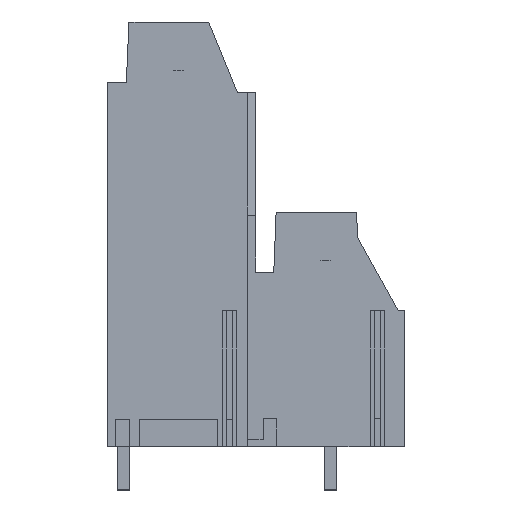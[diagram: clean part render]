
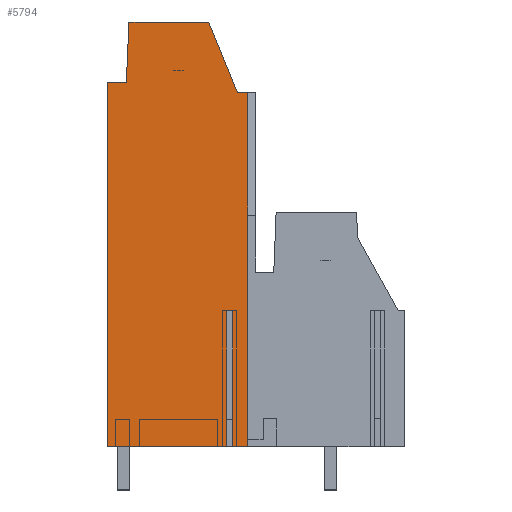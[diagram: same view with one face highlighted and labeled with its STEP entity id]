
A CAD part, left-side view. The second image highlights one B-rep face of the part: STEP entity #5794.
In plain terms, the highlighted planar face has unit normal (-1, 0, 0).
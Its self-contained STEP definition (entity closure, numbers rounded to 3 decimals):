
#5719=AXIS2_PLACEMENT_3D('Plane Axis2P3D',#5716,#5717,#5718) ;
#992=CARTESIAN_POINT('Vertex',(0.,21.94,3.2)) ;
#1184=CARTESIAN_POINT('Vertex',(0.,11.574,3.2)) ;
#1187=CARTESIAN_POINT('Line Origine',(0.,12.12,3.2)) ;
#1191=CARTESIAN_POINT('Vertex',(0.,12.665,3.2)) ;
#1240=CARTESIAN_POINT('Vertex',(0.,13.115,3.2)) ;
#1243=CARTESIAN_POINT('Line Origine',(0.,17.528,3.2)) ;
#1620=CARTESIAN_POINT('Vertex',(0.,11.574,29.26)) ;
#1623=CARTESIAN_POINT('Line Origine',(0.,11.574,16.23)) ;
#5716=CARTESIAN_POINT('Axis2P3D Location',(0.,11.,17.2)) ;
#5721=CARTESIAN_POINT('Line Origine',(0.,21.94,16.625)) ;
#5725=CARTESIAN_POINT('Vertex',(0.,21.94,30.05)) ;
#5728=CARTESIAN_POINT('Line Origine',(0.,13.115,8.2)) ;
#5732=CARTESIAN_POINT('Vertex',(0.,13.115,13.2)) ;
#5735=CARTESIAN_POINT('Line Origine',(0.,12.89,13.2)) ;
#5739=CARTESIAN_POINT('Vertex',(0.,12.665,13.2)) ;
#5742=CARTESIAN_POINT('Line Origine',(0.,12.665,8.2)) ;
#5747=CARTESIAN_POINT('Line Origine',(0.,11.956,29.26)) ;
#5751=CARTESIAN_POINT('Vertex',(0.,12.337,29.26)) ;
#5754=CARTESIAN_POINT('Line Origine',(0.,13.393,31.865)) ;
#5758=CARTESIAN_POINT('Vertex',(0.,14.449,34.47)) ;
#5761=CARTESIAN_POINT('Line Origine',(0.,17.389,34.47)) ;
#5765=CARTESIAN_POINT('Vertex',(0.,20.328,34.47)) ;
#5768=CARTESIAN_POINT('Line Origine',(0.,20.424,32.26)) ;
#5772=CARTESIAN_POINT('Vertex',(0.,20.521,30.05)) ;
#5775=CARTESIAN_POINT('Line Origine',(0.,21.23,30.05)) ;
#1188=DIRECTION('Vector Direction',(0.,1.,0.)) ;
#1244=DIRECTION('Vector Direction',(0.,1.,0.)) ;
#1624=DIRECTION('Vector Direction',(0.,0.,1.)) ;
#5717=DIRECTION('Axis2P3D Direction',(1.,0.,0.)) ;
#5718=DIRECTION('Axis2P3D XDirection',(0.,1.,0.)) ;
#5722=DIRECTION('Vector Direction',(0.,0.,-1.)) ;
#5729=DIRECTION('Vector Direction',(0.,0.,1.)) ;
#5736=DIRECTION('Vector Direction',(0.,1.,0.)) ;
#5743=DIRECTION('Vector Direction',(0.,0.,1.)) ;
#5748=DIRECTION('Vector Direction',(0.,1.,0.)) ;
#5755=DIRECTION('Vector Direction',(0.,0.376,0.927)) ;
#5762=DIRECTION('Vector Direction',(0.,1.,0.)) ;
#5769=DIRECTION('Vector Direction',(0.,-0.044,0.999)) ;
#5776=DIRECTION('Vector Direction',(0.,1.,0.)) ;
#1189=VECTOR('Line Direction',#1188,1.) ;
#1245=VECTOR('Line Direction',#1244,1.) ;
#1625=VECTOR('Line Direction',#1624,1.) ;
#5723=VECTOR('Line Direction',#5722,1.) ;
#5730=VECTOR('Line Direction',#5729,1.) ;
#5737=VECTOR('Line Direction',#5736,1.) ;
#5744=VECTOR('Line Direction',#5743,1.) ;
#5749=VECTOR('Line Direction',#5748,1.) ;
#5756=VECTOR('Line Direction',#5755,1.) ;
#5763=VECTOR('Line Direction',#5762,1.) ;
#5770=VECTOR('Line Direction',#5769,1.) ;
#5777=VECTOR('Line Direction',#5776,1.) ;
#5781=ORIENTED_EDGE('',*,*,#5727,.T.) ;
#5782=ORIENTED_EDGE('',*,*,#1247,.F.) ;
#5783=ORIENTED_EDGE('',*,*,#5734,.T.) ;
#5784=ORIENTED_EDGE('',*,*,#5741,.F.) ;
#5785=ORIENTED_EDGE('',*,*,#5746,.F.) ;
#5786=ORIENTED_EDGE('',*,*,#1193,.F.) ;
#5787=ORIENTED_EDGE('',*,*,#1627,.T.) ;
#5788=ORIENTED_EDGE('',*,*,#5753,.T.) ;
#5789=ORIENTED_EDGE('',*,*,#5760,.T.) ;
#5790=ORIENTED_EDGE('',*,*,#5767,.T.) ;
#5791=ORIENTED_EDGE('',*,*,#5774,.F.) ;
#5792=ORIENTED_EDGE('',*,*,#5779,.T.) ;
#5794=ADVANCED_FACE('housing',(#5793),#5720,.F.) ;
#1193=EDGE_CURVE('',#1185,#1192,#1190,.T.) ;
#1247=EDGE_CURVE('',#1241,#993,#1246,.T.) ;
#1627=EDGE_CURVE('',#1185,#1621,#1626,.T.) ;
#5727=EDGE_CURVE('',#5726,#993,#5724,.T.) ;
#5734=EDGE_CURVE('',#1241,#5733,#5731,.T.) ;
#5741=EDGE_CURVE('',#5740,#5733,#5738,.T.) ;
#5746=EDGE_CURVE('',#1192,#5740,#5745,.T.) ;
#5753=EDGE_CURVE('',#1621,#5752,#5750,.T.) ;
#5760=EDGE_CURVE('',#5752,#5759,#5757,.T.) ;
#5767=EDGE_CURVE('',#5759,#5766,#5764,.T.) ;
#5774=EDGE_CURVE('',#5773,#5766,#5771,.T.) ;
#5779=EDGE_CURVE('',#5773,#5726,#5778,.T.) ;
#5780=EDGE_LOOP('',(#5781,#5782,#5783,#5784,#5785,#5786,#5787,#5788,#5789,#5790,#5791,#5792)) ;
#5793=FACE_OUTER_BOUND('',#5780,.T.) ;
#1190=LINE('Line',#1187,#1189) ;
#1246=LINE('Line',#1243,#1245) ;
#1626=LINE('Line',#1623,#1625) ;
#5724=LINE('Line',#5721,#5723) ;
#5731=LINE('Line',#5728,#5730) ;
#5738=LINE('Line',#5735,#5737) ;
#5745=LINE('Line',#5742,#5744) ;
#5750=LINE('Line',#5747,#5749) ;
#5757=LINE('Line',#5754,#5756) ;
#5764=LINE('Line',#5761,#5763) ;
#5771=LINE('Line',#5768,#5770) ;
#5778=LINE('Line',#5775,#5777) ;
#5720=PLANE('',#5719) ;
#993=VERTEX_POINT('',#992) ;
#1185=VERTEX_POINT('',#1184) ;
#1192=VERTEX_POINT('',#1191) ;
#1241=VERTEX_POINT('',#1240) ;
#1621=VERTEX_POINT('',#1620) ;
#5726=VERTEX_POINT('',#5725) ;
#5733=VERTEX_POINT('',#5732) ;
#5740=VERTEX_POINT('',#5739) ;
#5752=VERTEX_POINT('',#5751) ;
#5759=VERTEX_POINT('',#5758) ;
#5766=VERTEX_POINT('',#5765) ;
#5773=VERTEX_POINT('',#5772) ;
